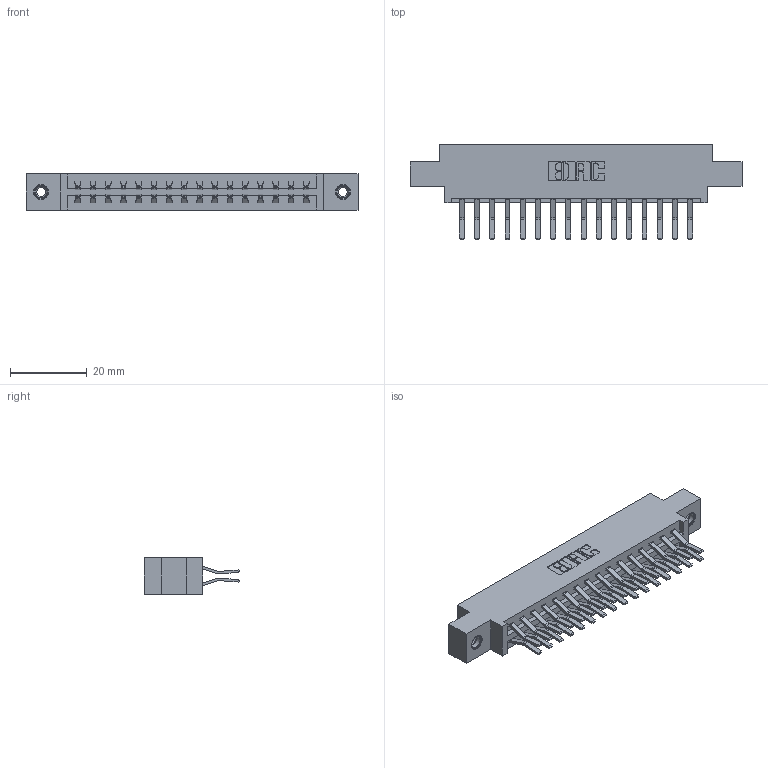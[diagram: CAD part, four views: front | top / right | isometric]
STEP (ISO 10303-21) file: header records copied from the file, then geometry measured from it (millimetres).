
FILE_DESCRIPTION (( 'STEP AP203' ), '1' );
FILE_NAME ('387-032-560-808.STEP', '2018-09-18T08:58:13', ( '' ), ( '' ), 'SwSTEP 2.0', 'SolidWorks 2016', '' );
FILE_SCHEMA (( 'CONFIG_CONTROL_DESIGN' ));
Length unit declared in the file: inch
Products named in the file (4): 345-292-001_560 Tail; 345-250-001_345-250-003-102; 387-032-560-808; 337 Part_0.170 Offset - 0.156 Dia-TI
Assembly tree (35 placements, depth 2):
  387-032-560-808
    337 Part_0.170 Offset - 0.156 Dia-TI
    345-292-001_560 Tail  x32
    345-250-001_345-250-003-102  x2
Bounding box: 86.41 x 24.78 x 9.4 mm (x, y, z)
Volume: 8846.3 mm3; surface area: 10487 mm2
Topology: 35 solids, 35 shells, 1970 faces, 5803 edges, 3818 vertices
Faces by surface type: plane 1322, cylinder 632, cone 12, torus 4
Entity records: 17174 total; most frequent: CARTESIAN_POINT 2897, ORIENTED_EDGE 2826, DIRECTION 2547, EDGE_CURVE 1413, LINE 1261, VECTOR 1261, VERTEX_POINT 936, AXIS2_PLACEMENT_3D 643
